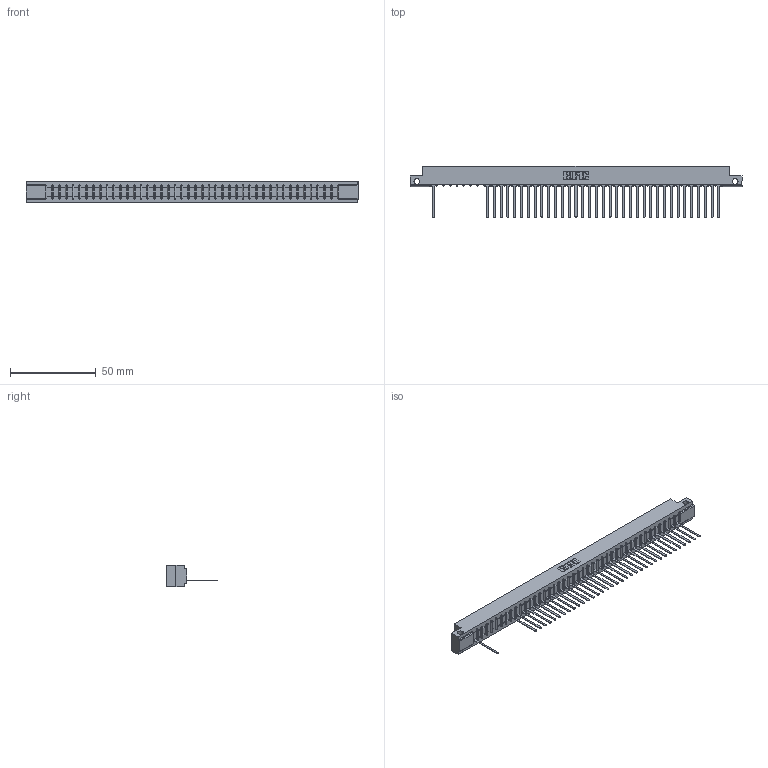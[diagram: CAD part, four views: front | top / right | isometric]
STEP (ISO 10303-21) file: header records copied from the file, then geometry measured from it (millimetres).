
FILE_DESCRIPTION (( 'STEP AP203' ), '1' );
FILE_NAME ('307-043-545-112.STEP', '2018-08-05T19:14:05', ( '' ), ( '' ), 'SwSTEP 2.0', 'SolidWorks 2016', '' );
FILE_SCHEMA (( 'CONFIG_CONTROL_DESIGN' ));
Length unit declared in the file: inch
Products named in the file (3): 307-043-545-112; 307 Part_.128 Dia Side Mounting Holes; 307-290-001_545
Assembly tree (37 placements, depth 2):
  307-043-545-112
    307 Part_.128 Dia Side Mounting Holes
    307-290-001_545  x36
Bounding box: 193.4 x 30 x 12.7 mm (x, y, z)
Volume: 19985.6 mm3; surface area: 21420.5 mm2
Topology: 37 solids, 37 shells, 2318 faces, 6603 edges, 4234 vertices
Faces by surface type: plane 1486, cylinder 744, sphere 88
Entity records: 36486 total; most frequent: CARTESIAN_POINT 6177, ORIENTED_EDGE 6170, DIRECTION 5999, EDGE_CURVE 3085, LINE 2367, VECTOR 2367, VERTEX_POINT 1994, AXIS2_PLACEMENT_3D 1816
